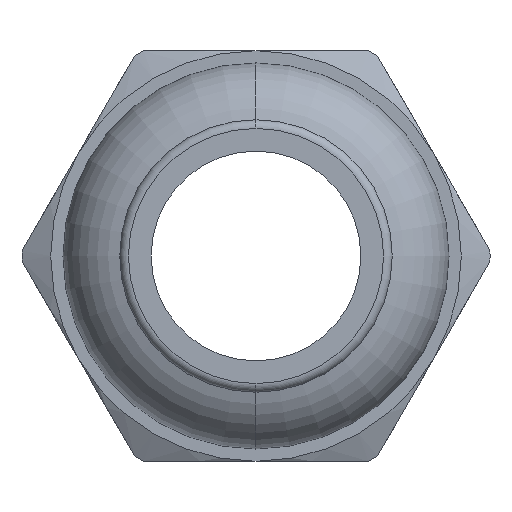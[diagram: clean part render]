
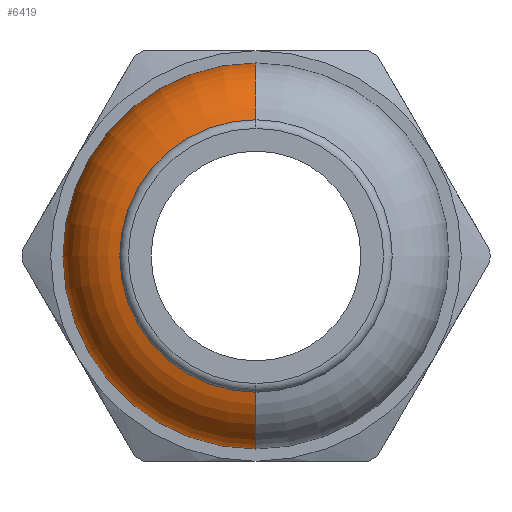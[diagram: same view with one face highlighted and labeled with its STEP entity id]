
A CAD part, left-side view. The second image highlights one B-rep face of the part: STEP entity #6419.
In plain terms, the highlighted toroidal (fillet/blend) face has major radius 3.518 mm and minor radius 2.095 mm.
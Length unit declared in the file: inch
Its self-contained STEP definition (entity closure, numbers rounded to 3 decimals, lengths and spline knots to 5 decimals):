
#598 = VERTEX_POINT ( 'NONE', #5524 ) ;
#635 = VERTEX_POINT ( 'NONE', #5606 ) ;
#658 = VERTEX_POINT ( 'NONE', #5547 ) ;
#668 = EDGE_LOOP ( 'NONE', ( #855, #861, #863, #858 ) ) ;
#855 = ORIENTED_EDGE ( 'NONE', *, *, #1858, .F. ) ;
#858 = ORIENTED_EDGE ( 'NONE', *, *, #1857, .F. ) ;
#861 = ORIENTED_EDGE ( 'NONE', *, *, #1855, .T. ) ;
#863 = ORIENTED_EDGE ( 'NONE', *, *, #1865, .F. ) ;
#1855 = EDGE_CURVE ( 'NONE', #598, #5571, #5449, .T. ) ;
#1857 = EDGE_CURVE ( 'NONE', #658, #635, #5451, .T. ) ;
#1858 = EDGE_CURVE ( 'NONE', #598, #658, #5452, .T. ) ;
#1865 = EDGE_CURVE ( 'NONE', #635, #5571, #6446, .T. ) ;
#3453 = FACE_OUTER_BOUND ( 'NONE', #668, .T. ) ;
#3455 = TOROIDAL_SURFACE ( 'NONE', #4463, 0.13852, 0.0825 ) ;
#4266 = CARTESIAN_POINT ( 'NONE',  ( -0.395, 0., -0.156 ) ) ;
#4267 = DIRECTION ( 'NONE',  ( -1., 0., 0. ) ) ;
#4268 = CARTESIAN_POINT ( 'NONE',  ( -0.31437, 0., 0. ) ) ;
#4271 = DIRECTION ( 'NONE',  ( 0., 0., 1. ) ) ;
#4397 = AXIS2_PLACEMENT_3D ( 'NONE', #4783, #4770, #4769 ) ;
#4398 = AXIS2_PLACEMENT_3D ( 'NONE', #4778, #4771, #4772 ) ;
#4399 = AXIS2_PLACEMENT_3D ( 'NONE', #4781, #4780, #4779 ) ;
#4402 = AXIS2_PLACEMENT_3D ( 'NONE', #4804, #4803, #4817 ) ;
#4463 = AXIS2_PLACEMENT_3D ( 'NONE', #4268, #4267, #4271 ) ;
#4769 = DIRECTION ( 'NONE',  ( 0., 0., 1. ) ) ;
#4770 = DIRECTION ( 'NONE',  ( 0., 1., 0. ) ) ;
#4771 = DIRECTION ( 'NONE',  ( 1., 0., 0. ) ) ;
#4772 = DIRECTION ( 'NONE',  ( 0., 0., 1. ) ) ;
#4778 = CARTESIAN_POINT ( 'NONE',  ( -0.31437, 0., 0. ) ) ;
#4779 = DIRECTION ( 'NONE',  ( 0., 0., -1. ) ) ;
#4780 = DIRECTION ( 'NONE',  ( 0., -1., 0. ) ) ;
#4781 = CARTESIAN_POINT ( 'NONE',  ( -0.31437, 0., 0.13852 ) ) ;
#4783 = CARTESIAN_POINT ( 'NONE',  ( -0.31437, 0., -0.13852 ) ) ;
#4803 = DIRECTION ( 'NONE',  ( -1., 0., 0. ) ) ;
#4804 = CARTESIAN_POINT ( 'NONE',  ( -0.395, 0., 0. ) ) ;
#4817 = DIRECTION ( 'NONE',  ( 0., 0., 1. ) ) ;
#5449 = CIRCLE ( 'NONE', #4397, 0.0825 ) ;
#5451 = CIRCLE ( 'NONE', #4399, 0.0825 ) ;
#5452 = CIRCLE ( 'NONE', #4398, 0.22102 ) ;
#5524 = CARTESIAN_POINT ( 'NONE',  ( -0.31437, 0., -0.22102 ) ) ;
#5547 = CARTESIAN_POINT ( 'NONE',  ( -0.31437, 0., 0.22102 ) ) ;
#5571 = VERTEX_POINT ( 'NONE', #4266 ) ;
#5606 = CARTESIAN_POINT ( 'NONE',  ( -0.395, 0., 0.156 ) ) ;
#6419 = ADVANCED_FACE ( 'NONE', ( #3453 ), #3455, .T. ) ;
#6446 = CIRCLE ( 'NONE', #4402, 0.156 ) ;
